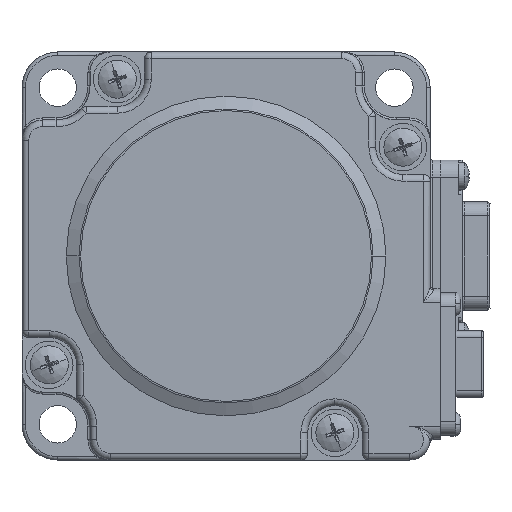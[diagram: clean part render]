
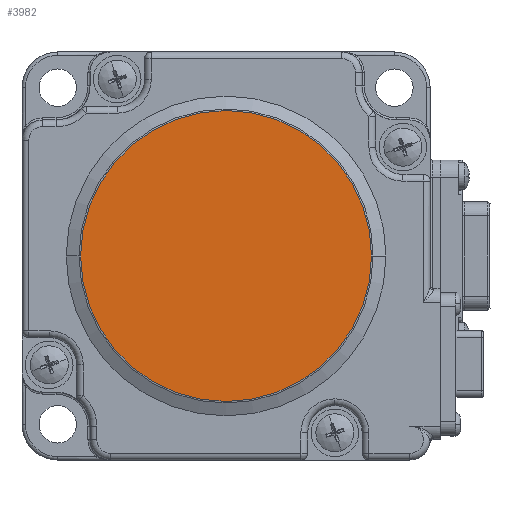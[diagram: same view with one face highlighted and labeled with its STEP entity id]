
A CAD part, front view. The second image highlights one B-rep face of the part: STEP entity #3982.
In plain terms, the highlighted planar face has unit normal (0, -1, 0).
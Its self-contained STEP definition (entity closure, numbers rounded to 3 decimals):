
#1381 = CIRCLE ( 'NONE', #5745, 21.382 ) ;
#3982 = ADVANCED_FACE ( 'NONE', ( #6020 ), #28958, .T. ) ;
#5246 = ORIENTED_EDGE ( 'NONE', *, *, #21054, .T. ) ;
#5745 = AXIS2_PLACEMENT_3D ( 'NONE', #25051, #20346, #29618 ) ;
#6020 = FACE_OUTER_BOUND ( 'NONE', #29866, .T. ) ;
#6135 = CARTESIAN_POINT ( 'NONE',  ( 0., -63.4, 0. ) ) ;
#7997 = DIRECTION ( 'NONE',  ( -1., 0., 0. ) ) ;
#9975 = CARTESIAN_POINT ( 'NONE',  ( 0., -63.4, 0. ) ) ;
#11067 = CARTESIAN_POINT ( 'NONE',  ( 21.382, -63.4, 0. ) ) ;
#11265 = EDGE_CURVE ( 'NONE', #17595, #12296, #17222, .T. ) ;
#12296 = VERTEX_POINT ( 'NONE', #11067 ) ;
#13650 = CARTESIAN_POINT ( 'NONE',  ( -21.382, -63.4, 0. ) ) ;
#15553 = DIRECTION ( 'NONE',  ( -1., 0., 0. ) ) ;
#17222 = CIRCLE ( 'NONE', #25476, 21.382 ) ;
#17376 = DIRECTION ( 'NONE',  ( 0., -1., 0. ) ) ;
#17595 = VERTEX_POINT ( 'NONE', #13650 ) ;
#19080 = ORIENTED_EDGE ( 'NONE', *, *, #11265, .T. ) ;
#19399 = DIRECTION ( 'NONE',  ( 0., -1., 0. ) ) ;
#20346 = DIRECTION ( 'NONE',  ( 0., -1., 0. ) ) ;
#21054 = EDGE_CURVE ( 'NONE', #12296, #17595, #1381, .T. ) ;
#24860 = AXIS2_PLACEMENT_3D ( 'NONE', #9975, #19399, #7997 ) ;
#25051 = CARTESIAN_POINT ( 'NONE',  ( 0., -63.4, 0. ) ) ;
#25476 = AXIS2_PLACEMENT_3D ( 'NONE', #6135, #17376, #15553 ) ;
#28958 = PLANE ( 'NONE',  #24860 ) ;
#29618 = DIRECTION ( 'NONE',  ( -1., 0., 0. ) ) ;
#29866 = EDGE_LOOP ( 'NONE', ( #19080, #5246 ) ) ;
